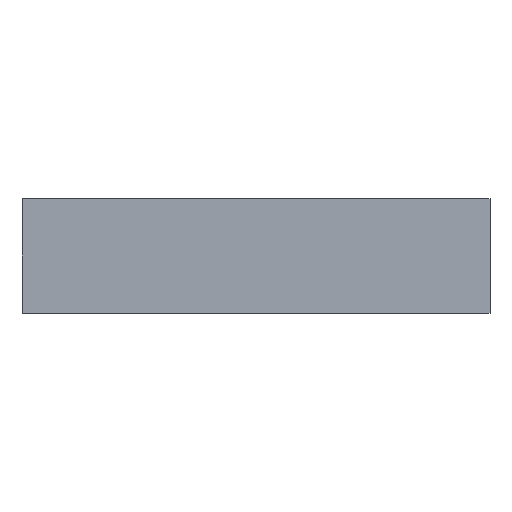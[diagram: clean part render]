
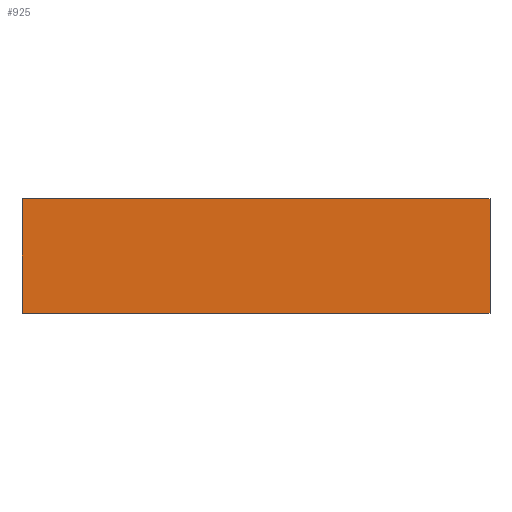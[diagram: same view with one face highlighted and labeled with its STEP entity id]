
A CAD part, left-side view. The second image highlights one B-rep face of the part: STEP entity #925.
In plain terms, the highlighted planar face has unit normal (-1, 0, 0).
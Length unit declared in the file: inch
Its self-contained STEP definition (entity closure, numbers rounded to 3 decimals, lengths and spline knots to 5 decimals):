
#247 = VECTOR ( 'NONE', #982, 39.37008 ) ;
#288 = LINE ( 'NONE', #667, #247 ) ;
#480 = LINE ( 'NONE', #1087, #3155 ) ;
#484 = VERTEX_POINT ( 'NONE', #3795 ) ;
#539 = AXIS2_PLACEMENT_3D ( 'NONE', #3325, #1138, #2097 ) ;
#615 = LINE ( 'NONE', #2206, #3579 ) ;
#650 = EDGE_CURVE ( 'NONE', #1396, #484, #615, .T. ) ;
#667 = CARTESIAN_POINT ( 'NONE',  ( -1.125, 1.125, 0.275 ) ) ;
#909 = ORIENTED_EDGE ( 'NONE', *, *, #3933, .T. ) ;
#911 = LINE ( 'NONE', #1652, #2253 ) ;
#925 = ADVANCED_FACE ( 'NONE', ( #3027 ), #3046, .F. ) ;
#982 = DIRECTION ( 'NONE',  ( 0., -1., 0. ) ) ;
#1087 = CARTESIAN_POINT ( 'NONE',  ( -1.125, 1.125, 0.275 ) ) ;
#1138 = DIRECTION ( 'NONE',  ( 1., 0., 0. ) ) ;
#1202 = VERTEX_POINT ( 'NONE', #3896 ) ;
#1280 = EDGE_LOOP ( 'NONE', ( #3886, #2843, #2548, #909 ) ) ;
#1396 = VERTEX_POINT ( 'NONE', #3814 ) ;
#1652 = CARTESIAN_POINT ( 'NONE',  ( -1.125, 1.125, -0.275 ) ) ;
#2018 = VERTEX_POINT ( 'NONE', #3686 ) ;
#2097 = DIRECTION ( 'NONE',  ( 0., 1., 0. ) ) ;
#2206 = CARTESIAN_POINT ( 'NONE',  ( -1.125, -1.125, 0.275 ) ) ;
#2253 = VECTOR ( 'NONE', #3805, 39.37008 ) ;
#2548 = ORIENTED_EDGE ( 'NONE', *, *, #3670, .F. ) ;
#2843 = ORIENTED_EDGE ( 'NONE', *, *, #650, .F. ) ;
#2856 = DIRECTION ( 'NONE',  ( 0., 0., -1. ) ) ;
#3027 = FACE_OUTER_BOUND ( 'NONE', #1280, .T. ) ;
#3046 = PLANE ( 'NONE',  #539 ) ;
#3155 = VECTOR ( 'NONE', #3859, 39.37008 ) ;
#3325 = CARTESIAN_POINT ( 'NONE',  ( -1.125, 1.125, 0.275 ) ) ;
#3579 = VECTOR ( 'NONE', #2856, 39.37008 ) ;
#3670 = EDGE_CURVE ( 'NONE', #1202, #1396, #288, .T. ) ;
#3686 = CARTESIAN_POINT ( 'NONE',  ( -1.125, 1.125, -0.275 ) ) ;
#3784 = EDGE_CURVE ( 'NONE', #2018, #484, #911, .T. ) ;
#3795 = CARTESIAN_POINT ( 'NONE',  ( -1.125, -1.125, -0.275 ) ) ;
#3805 = DIRECTION ( 'NONE',  ( 0., -1., 0. ) ) ;
#3814 = CARTESIAN_POINT ( 'NONE',  ( -1.125, -1.125, 0.275 ) ) ;
#3859 = DIRECTION ( 'NONE',  ( 0., 0., -1. ) ) ;
#3886 = ORIENTED_EDGE ( 'NONE', *, *, #3784, .T. ) ;
#3896 = CARTESIAN_POINT ( 'NONE',  ( -1.125, 1.125, 0.275 ) ) ;
#3933 = EDGE_CURVE ( 'NONE', #1202, #2018, #480, .T. ) ;
